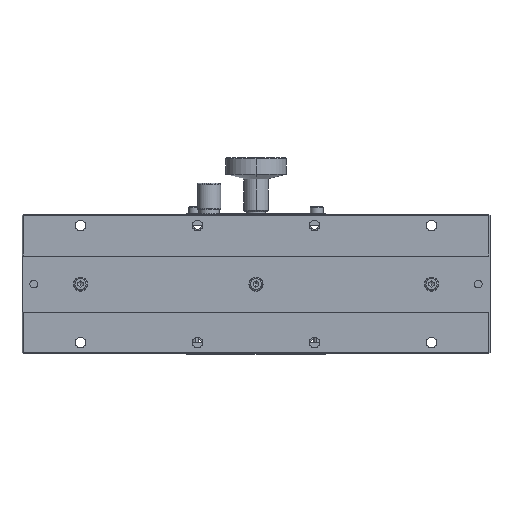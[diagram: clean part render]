
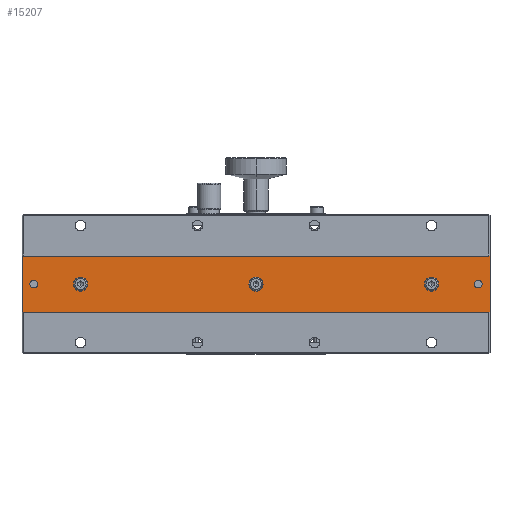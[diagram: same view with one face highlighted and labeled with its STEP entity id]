
A CAD part, front view. The second image highlights one B-rep face of the part: STEP entity #15207.
In plain terms, the highlighted planar face has unit normal (0, -1, 0).
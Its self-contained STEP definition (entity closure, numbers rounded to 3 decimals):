
#94 = EDGE_CURVE ( 'NONE', #2995, #12932, #16339, .T. ) ;
#165 = VERTEX_POINT ( 'NONE', #5852 ) ;
#236 = EDGE_CURVE ( 'NONE', #2370, #7225, #8911, .T. ) ;
#264 = VERTEX_POINT ( 'NONE', #10372 ) ;
#431 = AXIS2_PLACEMENT_3D ( 'NONE', #4054, #16797, #5574 ) ;
#522 = ORIENTED_EDGE ( 'NONE', *, *, #3657, .T. ) ;
#859 = DIRECTION ( 'NONE',  ( 0., 1., 0. ) ) ;
#922 = ORIENTED_EDGE ( 'NONE', *, *, #10698, .T. ) ;
#1092 = CARTESIAN_POINT ( 'NONE',  ( -100., 0.5, 12. ) ) ;
#1239 = CARTESIAN_POINT ( 'NONE',  ( 95., 0.5, 0. ) ) ;
#1752 = CARTESIAN_POINT ( 'NONE',  ( 0., 0.5, 0. ) ) ;
#1778 = CARTESIAN_POINT ( 'NONE',  ( 100., 0.5, 12. ) ) ;
#1817 = ORIENTED_EDGE ( 'NONE', *, *, #10610, .T. ) ;
#1916 = DIRECTION ( 'NONE',  ( 0., 1., 0. ) ) ;
#1928 = DIRECTION ( 'NONE',  ( 0., 1., 0. ) ) ;
#2013 = CARTESIAN_POINT ( 'NONE',  ( -75., 0.5, 3. ) ) ;
#2030 = EDGE_LOOP ( 'NONE', ( #13900, #1817 ) ) ;
#2048 = EDGE_CURVE ( 'NONE', #12932, #10108, #6564, .T. ) ;
#2107 = DIRECTION ( 'NONE',  ( 0., 1., 0. ) ) ;
#2153 = CARTESIAN_POINT ( 'NONE',  ( 95., 0.5, -1.65 ) ) ;
#2222 = CARTESIAN_POINT ( 'NONE',  ( 95., 0.5, 1.65 ) ) ;
#2370 = VERTEX_POINT ( 'NONE', #2222 ) ;
#2418 = CARTESIAN_POINT ( 'NONE',  ( 0., 0.5, -3. ) ) ;
#2579 = AXIS2_PLACEMENT_3D ( 'NONE', #8511, #5878, #14050 ) ;
#2632 = DIRECTION ( 'NONE',  ( 0., 0., -1. ) ) ;
#2825 = CARTESIAN_POINT ( 'NONE',  ( -95., 0.5, 0. ) ) ;
#2995 = VERTEX_POINT ( 'NONE', #1092 ) ;
#3055 = CARTESIAN_POINT ( 'NONE',  ( -100., 0.5, -12. ) ) ;
#3109 = PLANE ( 'NONE',  #5615 ) ;
#3225 = VERTEX_POINT ( 'NONE', #12971 ) ;
#3475 = DIRECTION ( 'NONE',  ( 0., 0., -1. ) ) ;
#3657 = EDGE_CURVE ( 'NONE', #12923, #165, #4758, .T. ) ;
#3707 = EDGE_CURVE ( 'NONE', #9018, #12498, #13277, .T. ) ;
#3861 = DIRECTION ( 'NONE',  ( 0., 1., 0. ) ) ;
#4054 = CARTESIAN_POINT ( 'NONE',  ( 0., 0.5, 0. ) ) ;
#4059 = LINE ( 'NONE', #9934, #7351 ) ;
#4148 = CARTESIAN_POINT ( 'NONE',  ( -100., 0.5, 12. ) ) ;
#4374 = DIRECTION ( 'NONE',  ( 0., -1., 0. ) ) ;
#4758 = CIRCLE ( 'NONE', #431, 3. ) ;
#4962 = CIRCLE ( 'NONE', #11515, 1.65 ) ;
#5126 = CIRCLE ( 'NONE', #15604, 3. ) ;
#5156 = CARTESIAN_POINT ( 'NONE',  ( -75., 0.5, 0. ) ) ;
#5481 = DIRECTION ( 'NONE',  ( 0., 0., -1. ) ) ;
#5574 = DIRECTION ( 'NONE',  ( 0., 0., -1. ) ) ;
#5591 = EDGE_CURVE ( 'NONE', #10674, #2995, #4059, .T. ) ;
#5615 = AXIS2_PLACEMENT_3D ( 'NONE', #1752, #4374, #16952 ) ;
#5681 = CARTESIAN_POINT ( 'NONE',  ( -75., 0.5, -3. ) ) ;
#5852 = CARTESIAN_POINT ( 'NONE',  ( 0., 0.5, 3. ) ) ;
#5878 = DIRECTION ( 'NONE',  ( 0., 1., 0. ) ) ;
#5963 = ORIENTED_EDGE ( 'NONE', *, *, #6245, .T. ) ;
#5981 = CIRCLE ( 'NONE', #7067, 3. ) ;
#6132 = EDGE_CURVE ( 'NONE', #3225, #7520, #14949, .T. ) ;
#6184 = DIRECTION ( 'NONE',  ( 0., 0., -1. ) ) ;
#6245 = EDGE_CURVE ( 'NONE', #10108, #10674, #14516, .T. ) ;
#6564 = LINE ( 'NONE', #3055, #14650 ) ;
#6634 = VECTOR ( 'NONE', #11582, 1000. ) ;
#6944 = CARTESIAN_POINT ( 'NONE',  ( -100., 0.5, -12. ) ) ;
#6972 = CARTESIAN_POINT ( 'NONE',  ( -95., 0.5, 1.65 ) ) ;
#7067 = AXIS2_PLACEMENT_3D ( 'NONE', #10293, #1916, #6184 ) ;
#7122 = EDGE_CURVE ( 'NONE', #264, #16308, #5981, .T. ) ;
#7225 = VERTEX_POINT ( 'NONE', #2153 ) ;
#7251 = DIRECTION ( 'NONE',  ( -1., 0., 0. ) ) ;
#7282 = EDGE_LOOP ( 'NONE', ( #12442, #17386 ) ) ;
#7351 = VECTOR ( 'NONE', #7251, 1000. ) ;
#7520 = VERTEX_POINT ( 'NONE', #6972 ) ;
#7642 = ORIENTED_EDGE ( 'NONE', *, *, #94, .T. ) ;
#7676 = DIRECTION ( 'NONE',  ( 0., 0., -1. ) ) ;
#7911 = CARTESIAN_POINT ( 'NONE',  ( 75., 0.5, -3. ) ) ;
#8189 = CARTESIAN_POINT ( 'NONE',  ( 0., 0.5, 0. ) ) ;
#8457 = EDGE_CURVE ( 'NONE', #7225, #2370, #15667, .T. ) ;
#8511 = CARTESIAN_POINT ( 'NONE',  ( -75., 0.5, 0. ) ) ;
#8679 = ORIENTED_EDGE ( 'NONE', *, *, #8457, .T. ) ;
#8724 = CIRCLE ( 'NONE', #10335, 3. ) ;
#8787 = ORIENTED_EDGE ( 'NONE', *, *, #7122, .T. ) ;
#8911 = CIRCLE ( 'NONE', #10926, 1.65 ) ;
#9018 = VERTEX_POINT ( 'NONE', #5681 ) ;
#9212 = FACE_BOUND ( 'NONE', #9801, .T. ) ;
#9482 = ORIENTED_EDGE ( 'NONE', *, *, #17446, .T. ) ;
#9801 = EDGE_LOOP ( 'NONE', ( #522, #9482 ) ) ;
#9802 = VECTOR ( 'NONE', #11184, 1000. ) ;
#9934 = CARTESIAN_POINT ( 'NONE',  ( -100., 0.5, 12. ) ) ;
#9938 = DIRECTION ( 'NONE',  ( 0., 1., 0. ) ) ;
#10108 = VERTEX_POINT ( 'NONE', #14253 ) ;
#10178 = CARTESIAN_POINT ( 'NONE',  ( -95., 0.5, 0. ) ) ;
#10293 = CARTESIAN_POINT ( 'NONE',  ( 75., 0.5, 0. ) ) ;
#10335 = AXIS2_PLACEMENT_3D ( 'NONE', #14081, #9938, #5481 ) ;
#10372 = CARTESIAN_POINT ( 'NONE',  ( 75., 0.5, 3. ) ) ;
#10416 = EDGE_LOOP ( 'NONE', ( #14227, #8679 ) ) ;
#10527 = FACE_BOUND ( 'NONE', #7282, .T. ) ;
#10606 = CARTESIAN_POINT ( 'NONE',  ( 100., 0.5, 12. ) ) ;
#10610 = EDGE_CURVE ( 'NONE', #12498, #9018, #18092, .T. ) ;
#10674 = VERTEX_POINT ( 'NONE', #10606 ) ;
#10698 = EDGE_CURVE ( 'NONE', #16308, #264, #8724, .T. ) ;
#10783 = DIRECTION ( 'NONE',  ( 0., 0., -1. ) ) ;
#10926 = AXIS2_PLACEMENT_3D ( 'NONE', #14631, #2107, #7676 ) ;
#11184 = DIRECTION ( 'NONE',  ( 0., 0., -1. ) ) ;
#11515 = AXIS2_PLACEMENT_3D ( 'NONE', #10178, #1928, #3475 ) ;
#11582 = DIRECTION ( 'NONE',  ( 0., 0., 1. ) ) ;
#12059 = DIRECTION ( 'NONE',  ( 0., 0., -1. ) ) ;
#12442 = ORIENTED_EDGE ( 'NONE', *, *, #16228, .T. ) ;
#12498 = VERTEX_POINT ( 'NONE', #2013 ) ;
#12839 = DIRECTION ( 'NONE',  ( 0., 0., -1. ) ) ;
#12923 = VERTEX_POINT ( 'NONE', #2418 ) ;
#12932 = VERTEX_POINT ( 'NONE', #6944 ) ;
#12971 = CARTESIAN_POINT ( 'NONE',  ( -95., 0.5, -1.65 ) ) ;
#13277 = CIRCLE ( 'NONE', #2579, 3. ) ;
#13380 = AXIS2_PLACEMENT_3D ( 'NONE', #5156, #859, #12059 ) ;
#13900 = ORIENTED_EDGE ( 'NONE', *, *, #3707, .T. ) ;
#14050 = DIRECTION ( 'NONE',  ( 0., 0., -1. ) ) ;
#14081 = CARTESIAN_POINT ( 'NONE',  ( 75., 0.5, 0. ) ) ;
#14227 = ORIENTED_EDGE ( 'NONE', *, *, #236, .T. ) ;
#14253 = CARTESIAN_POINT ( 'NONE',  ( 100., 0.5, -12. ) ) ;
#14516 = LINE ( 'NONE', #1778, #6634 ) ;
#14631 = CARTESIAN_POINT ( 'NONE',  ( 95., 0.5, 0. ) ) ;
#14650 = VECTOR ( 'NONE', #15566, 1000. ) ;
#14670 = FACE_BOUND ( 'NONE', #2030, .T. ) ;
#14936 = AXIS2_PLACEMENT_3D ( 'NONE', #1239, #15221, #10783 ) ;
#14949 = CIRCLE ( 'NONE', #17481, 1.65 ) ;
#15101 = FACE_BOUND ( 'NONE', #10416, .T. ) ;
#15207 = ADVANCED_FACE ( 'NONE', ( #15764, #16619, #9212, #14670, #15101, #10527 ), #3109, .T. ) ;
#15221 = DIRECTION ( 'NONE',  ( 0., 1., 0. ) ) ;
#15517 = DIRECTION ( 'NONE',  ( 0., 1., 0. ) ) ;
#15566 = DIRECTION ( 'NONE',  ( 1., 0., 0. ) ) ;
#15583 = EDGE_LOOP ( 'NONE', ( #922, #8787 ) ) ;
#15604 = AXIS2_PLACEMENT_3D ( 'NONE', #8189, #3861, #2632 ) ;
#15667 = CIRCLE ( 'NONE', #14936, 1.65 ) ;
#15764 = FACE_OUTER_BOUND ( 'NONE', #16559, .T. ) ;
#16228 = EDGE_CURVE ( 'NONE', #7520, #3225, #4962, .T. ) ;
#16308 = VERTEX_POINT ( 'NONE', #7911 ) ;
#16339 = LINE ( 'NONE', #4148, #9802 ) ;
#16559 = EDGE_LOOP ( 'NONE', ( #7642, #17708, #5963, #16756 ) ) ;
#16619 = FACE_BOUND ( 'NONE', #15583, .T. ) ;
#16756 = ORIENTED_EDGE ( 'NONE', *, *, #5591, .T. ) ;
#16797 = DIRECTION ( 'NONE',  ( 0., 1., 0. ) ) ;
#16952 = DIRECTION ( 'NONE',  ( 0., 0., -1. ) ) ;
#17386 = ORIENTED_EDGE ( 'NONE', *, *, #6132, .T. ) ;
#17446 = EDGE_CURVE ( 'NONE', #165, #12923, #5126, .T. ) ;
#17481 = AXIS2_PLACEMENT_3D ( 'NONE', #2825, #15517, #12839 ) ;
#17708 = ORIENTED_EDGE ( 'NONE', *, *, #2048, .T. ) ;
#18092 = CIRCLE ( 'NONE', #13380, 3. ) ;
